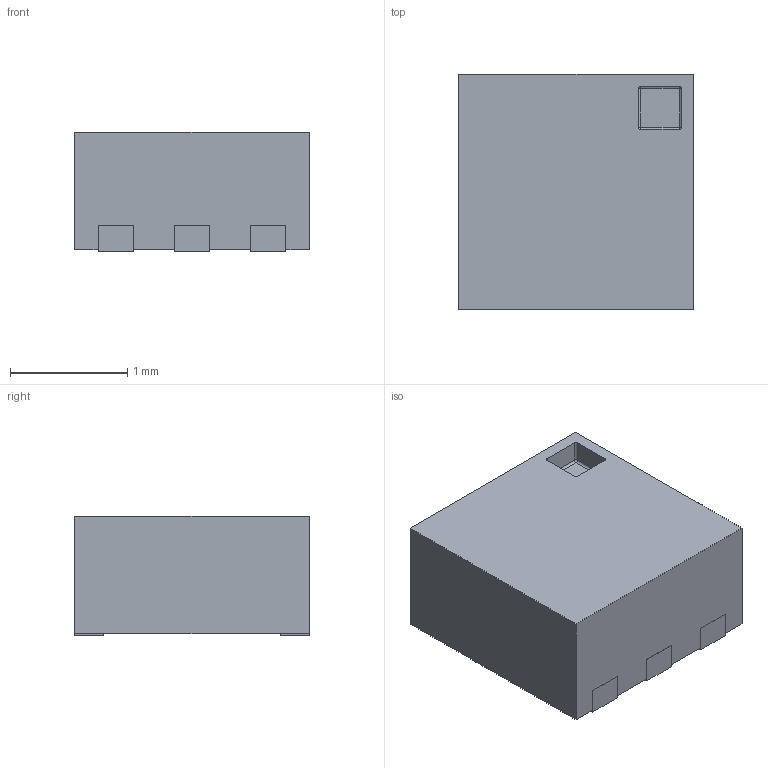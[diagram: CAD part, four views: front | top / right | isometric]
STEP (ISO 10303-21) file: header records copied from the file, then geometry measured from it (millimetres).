
FILE_DESCRIPTION (( 'STEP AP214' ), '1' );
FILE_NAME ('PQFN_2X2.STEP', '2019-07-01T12:11:01', ( 'user' ), ( 'firm' ), 'SwSTEP 2.0', 'SolidWorks 2001340', '' );
FILE_SCHEMA (( 'AUTOMOTIVE_DESIGN' ));
Length unit declared in the file: millimetre
Products named in the file (1): PQFN_2X2
Bounding box: 2 x 2 x 1.02 mm (x, y, z)
Volume: 4 mm3; surface area: 16.4 mm2
Topology: 1 solids, 1 shells, 70 faces, 187 edges, 118 vertices
Faces by surface type: plane 58, cylinder 8, sphere 4
Entity records: 2196 total; most frequent: CARTESIAN_POINT 372, ORIENTED_EDGE 366, DIRECTION 341, EDGE_CURVE 183, LINE 167, VECTOR 167, VERTEX_POINT 118, AXIS2_PLACEMENT_3D 87
